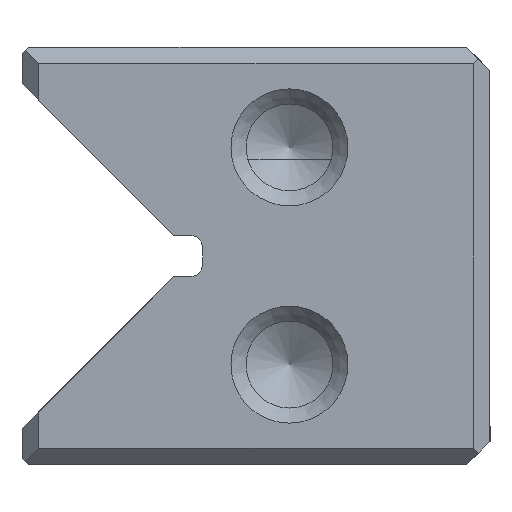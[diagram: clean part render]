
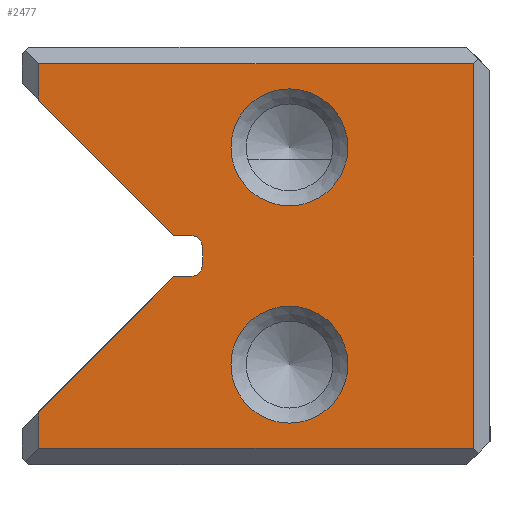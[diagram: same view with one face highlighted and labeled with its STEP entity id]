
A CAD part, left-side view. The second image highlights one B-rep face of the part: STEP entity #2477.
In plain terms, the highlighted planar face has unit normal (-1, 0, 0).
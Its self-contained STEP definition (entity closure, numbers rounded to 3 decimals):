
#2477=ADVANCED_FACE('',(#3422,#3423,#3424),#2871,.T.);
#2871=PLANE('',#8949);
#3121=CIRCLE('',#8945,3.5);
#3122=CIRCLE('',#8946,3.5);
#3123=CIRCLE('',#8947,0.7);
#3124=CIRCLE('',#8948,0.7);
#3422=FACE_BOUND('',#3650,.T.);
#3423=FACE_BOUND('',#3651,.T.);
#3424=FACE_BOUND('',#3652,.T.);
#3650=EDGE_LOOP('',(#4384));
#3651=EDGE_LOOP('',(#4385));
#3652=EDGE_LOOP('',(#4386,#4387,#4388,#4389,#4390,#4391,#4392,#4393,#4394,
#4395,#4396,#4397));
#4384=ORIENTED_EDGE('',*,*,#6914,.F.);
#4385=ORIENTED_EDGE('',*,*,#6915,.T.);
#4386=ORIENTED_EDGE('',*,*,#6916,.F.);
#4387=ORIENTED_EDGE('',*,*,#6917,.T.);
#4388=ORIENTED_EDGE('',*,*,#6918,.T.);
#4389=ORIENTED_EDGE('',*,*,#6919,.T.);
#4390=ORIENTED_EDGE('',*,*,#6920,.T.);
#4391=ORIENTED_EDGE('',*,*,#6921,.T.);
#4392=ORIENTED_EDGE('',*,*,#6922,.T.);
#4393=ORIENTED_EDGE('',*,*,#6923,.T.);
#4394=ORIENTED_EDGE('',*,*,#6924,.T.);
#4395=ORIENTED_EDGE('',*,*,#6925,.T.);
#4396=ORIENTED_EDGE('',*,*,#6926,.T.);
#4397=ORIENTED_EDGE('',*,*,#6927,.F.);
#6256=VERTEX_POINT('',#11516);
#6257=VERTEX_POINT('',#11518);
#6258=VERTEX_POINT('',#11520);
#6259=VERTEX_POINT('',#11521);
#6260=VERTEX_POINT('',#11523);
#6261=VERTEX_POINT('',#11525);
#6262=VERTEX_POINT('',#11527);
#6263=VERTEX_POINT('',#11529);
#6264=VERTEX_POINT('',#11531);
#6265=VERTEX_POINT('',#11533);
#6266=VERTEX_POINT('',#11535);
#6267=VERTEX_POINT('',#11537);
#6268=VERTEX_POINT('',#11539);
#6269=VERTEX_POINT('',#11541);
#6914=EDGE_CURVE('',#6256,#6256,#3121,.T.);
#6915=EDGE_CURVE('',#6257,#6257,#3122,.T.);
#6916=EDGE_CURVE('',#6258,#6259,#7761,.T.);
#6917=EDGE_CURVE('',#6258,#6260,#7762,.T.);
#6918=EDGE_CURVE('',#6260,#6261,#7763,.T.);
#6919=EDGE_CURVE('',#6261,#6262,#7764,.T.);
#6920=EDGE_CURVE('',#6262,#6263,#7765,.T.);
#6921=EDGE_CURVE('',#6263,#6264,#7766,.T.);
#6922=EDGE_CURVE('',#6264,#6265,#7767,.T.);
#6923=EDGE_CURVE('',#6265,#6266,#7768,.T.);
#6924=EDGE_CURVE('',#6266,#6267,#3123,.T.);
#6925=EDGE_CURVE('',#6267,#6268,#7769,.T.);
#6926=EDGE_CURVE('',#6268,#6269,#3124,.T.);
#6927=EDGE_CURVE('',#6259,#6269,#7770,.T.);
#7761=LINE('',#11519,#8423);
#7762=LINE('',#11522,#8424);
#7763=LINE('',#11524,#8425);
#7764=LINE('',#11526,#8426);
#7765=LINE('',#11528,#8427);
#7766=LINE('',#11530,#8428);
#7767=LINE('',#11532,#8429);
#7768=LINE('',#11534,#8430);
#7769=LINE('',#11538,#8431);
#7770=LINE('',#11542,#8432);
#8423=VECTOR('',#9518,1.);
#8424=VECTOR('',#9519,1.);
#8425=VECTOR('',#9520,1.);
#8426=VECTOR('',#9521,1.);
#8427=VECTOR('',#9522,1.);
#8428=VECTOR('',#9523,1.);
#8429=VECTOR('',#9524,1.);
#8430=VECTOR('',#9525,1.);
#8431=VECTOR('',#9528,1.);
#8432=VECTOR('',#9531,1.);
#8945=AXIS2_PLACEMENT_3D('',#11515,#9514,#9515);
#8946=AXIS2_PLACEMENT_3D('',#11517,#9516,#9517);
#8947=AXIS2_PLACEMENT_3D('',#11536,#9526,#9527);
#8948=AXIS2_PLACEMENT_3D('',#11540,#9529,#9530);
#8949=AXIS2_PLACEMENT_3D('',#11543,#9532,#9533);
#9514=DIRECTION('',(-1.,0.,0.));
#9515=DIRECTION('',(0.,0.,1.));
#9516=DIRECTION('',(1.,0.,0.));
#9517=DIRECTION('',(0.,0.,-1.));
#9518=DIRECTION('',(0.,-0.707,0.707));
#9519=DIRECTION('',(0.,0.,-1.));
#9520=DIRECTION('',(0.,-1.,0.));
#9521=DIRECTION('',(0.,0.,1.));
#9522=DIRECTION('',(0.,1.,0.));
#9523=DIRECTION('',(0.,0.,-1.));
#9524=DIRECTION('',(0.,-0.707,-0.707));
#9525=DIRECTION('',(0.,-1.,0.));
#9526=DIRECTION('',(1.,0.,0.));
#9527=DIRECTION('',(0.,0.,1.));
#9528=DIRECTION('',(0.,0.,-1.));
#9529=DIRECTION('',(1.,0.,0.));
#9530=DIRECTION('',(0.,0.,1.));
#9531=DIRECTION('',(0.,-1.,0.));
#9532=DIRECTION('',(-1.,0.,0.));
#9533=DIRECTION('',(0.,0.,-1.));
#11515=CARTESIAN_POINT('',(0.,12.,6.));
#11516=CARTESIAN_POINT('',(0.,12.,9.5));
#11517=CARTESIAN_POINT('',(0.,12.,19.));
#11518=CARTESIAN_POINT('',(0.,12.,15.5));
#11519=CARTESIAN_POINT('',(0.,28.,2.168));
#11520=CARTESIAN_POINT('',(0.,27.,3.168));
#11521=CARTESIAN_POINT('',(0.,18.918,11.25));
#11522=CARTESIAN_POINT('',(0.,27.,0.));
#11523=CARTESIAN_POINT('',(0.,27.,1.));
#11524=CARTESIAN_POINT('',(0.,14.,1.));
#11525=CARTESIAN_POINT('',(0.,1.,1.));
#11526=CARTESIAN_POINT('',(0.,1.,0.));
#11527=CARTESIAN_POINT('',(0.,1.,24.));
#11528=CARTESIAN_POINT('',(0.,14.,24.));
#11529=CARTESIAN_POINT('',(0.,27.,24.));
#11530=CARTESIAN_POINT('',(0.,27.,0.));
#11531=CARTESIAN_POINT('',(0.,27.,21.832));
#11532=CARTESIAN_POINT('',(0.,28.,22.832));
#11533=CARTESIAN_POINT('',(0.,18.918,13.75));
#11534=CARTESIAN_POINT('',(0.,17.2,13.75));
#11535=CARTESIAN_POINT('',(0.,17.9,13.75));
#11536=CARTESIAN_POINT('',(0.,17.9,13.05));
#11537=CARTESIAN_POINT('',(0.,17.2,13.05));
#11538=CARTESIAN_POINT('',(0.,17.2,13.75));
#11539=CARTESIAN_POINT('',(0.,17.2,11.95));
#11540=CARTESIAN_POINT('',(0.,17.9,11.95));
#11541=CARTESIAN_POINT('',(0.,17.9,11.25));
#11542=CARTESIAN_POINT('',(0.,17.2,11.25));
#11543=CARTESIAN_POINT('',(0.,14.,0.));
